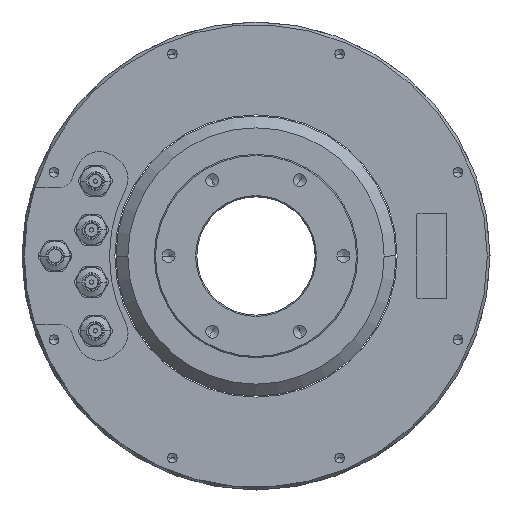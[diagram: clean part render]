
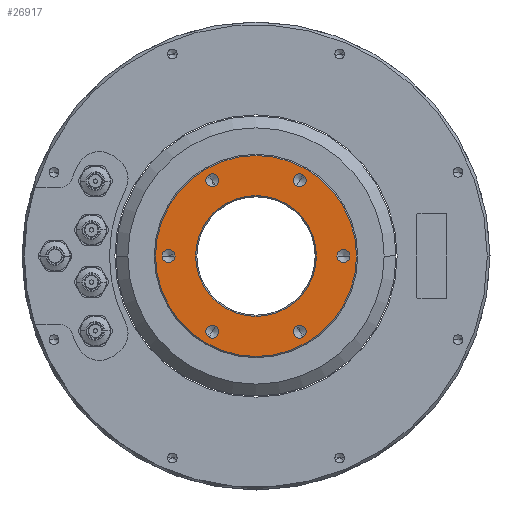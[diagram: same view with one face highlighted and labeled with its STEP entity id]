
A CAD part, left-side view. The second image highlights one B-rep face of the part: STEP entity #26917.
In plain terms, the highlighted planar face has unit normal (-1, 0, 0).
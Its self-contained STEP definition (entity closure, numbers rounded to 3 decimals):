
#26214=CARTESIAN_POINT('',(-43.,0.,
0.));
#26215=DIRECTION('',(1.,0.,0.));
#26216=DIRECTION('',(0.,-1.,0.));
#26217=AXIS2_PLACEMENT_3D('',#26214,#26215,#26216);
#26219=CARTESIAN_POINT('',(-43.,0.,
0.));
#26220=DIRECTION('',(1.,0.,0.));
#26221=DIRECTION('',(0.,0.,-1.));
#26222=AXIS2_PLACEMENT_3D('',#26219,#26220,#26221);
#26224=CARTESIAN_POINT('',(-43.,0.,
0.));
#26225=DIRECTION('',(1.,0.,0.));
#26226=DIRECTION('',(0.,1.,0.));
#26227=AXIS2_PLACEMENT_3D('',#26224,#26225,#26226);
#26229=CARTESIAN_POINT('',(-43.,0.,
0.));
#26230=DIRECTION('',(1.,0.,0.));
#26231=DIRECTION('',(0.,0.,1.));
#26232=AXIS2_PLACEMENT_3D('',#26229,#26230,#26231);
#26234=CARTESIAN_POINT('',(-43.,0.,0.));
#26235=DIRECTION('',(-1.,0.,0.));
#26236=DIRECTION('',(0.,-1.,0.));
#26237=AXIS2_PLACEMENT_3D('',#26234,#26235,#26236);
#26239=CARTESIAN_POINT('',(-43.,0.,0.));
#26240=DIRECTION('',(-1.,0.,0.));
#26241=DIRECTION('',(0.,1.,0.));
#26242=AXIS2_PLACEMENT_3D('',#26239,#26240,#26241);
#26244=CARTESIAN_POINT('',(-43.,37.,0.));
#26245=DIRECTION('',(-1.,0.,0.));
#26246=DIRECTION('',(0.,1.,0.));
#26247=AXIS2_PLACEMENT_3D('',#26244,#26245,#26246);
#26249=CARTESIAN_POINT('',(-43.,37.,0.));
#26250=DIRECTION('',(-1.,0.,0.));
#26251=DIRECTION('',(0.,-1.,0.));
#26252=AXIS2_PLACEMENT_3D('',#26249,#26250,#26251);
#26254=CARTESIAN_POINT('',(-43.,18.5,-32.043));
#26255=DIRECTION('',(-1.,0.,0.));
#26256=DIRECTION('',(0.,0.5,-0.866));
#26257=AXIS2_PLACEMENT_3D('',#26254,#26255,#26256);
#26259=CARTESIAN_POINT('',(-43.,18.5,-32.043));
#26260=DIRECTION('',(-1.,0.,0.));
#26261=DIRECTION('',(0.,-0.5,0.866));
#26262=AXIS2_PLACEMENT_3D('',#26259,#26260,#26261);
#26264=CARTESIAN_POINT('',(-43.,-18.5,-32.043));
#26265=DIRECTION('',(-1.,0.,0.));
#26266=DIRECTION('',(0.,-0.5,-0.866));
#26267=AXIS2_PLACEMENT_3D('',#26264,#26265,#26266);
#26269=CARTESIAN_POINT('',(-43.,-18.5,-32.043));
#26270=DIRECTION('',(-1.,0.,0.));
#26271=DIRECTION('',(0.,0.5,0.866));
#26272=AXIS2_PLACEMENT_3D('',#26269,#26270,#26271);
#26274=CARTESIAN_POINT('',(-43.,-37.,0.));
#26275=DIRECTION('',(-1.,0.,0.));
#26276=DIRECTION('',(0.,-1.,0.));
#26277=AXIS2_PLACEMENT_3D('',#26274,#26275,#26276);
#26279=CARTESIAN_POINT('',(-43.,-37.,0.));
#26280=DIRECTION('',(-1.,0.,0.));
#26281=DIRECTION('',(0.,1.,0.));
#26282=AXIS2_PLACEMENT_3D('',#26279,#26280,#26281);
#26284=CARTESIAN_POINT('',(-43.,-18.5,32.043));
#26285=DIRECTION('',(-1.,0.,0.));
#26286=DIRECTION('',(0.,-0.5,0.866));
#26287=AXIS2_PLACEMENT_3D('',#26284,#26285,#26286);
#26289=CARTESIAN_POINT('',(-43.,-18.5,32.043));
#26290=DIRECTION('',(-1.,0.,0.));
#26291=DIRECTION('',(0.,0.5,-0.866));
#26292=AXIS2_PLACEMENT_3D('',#26289,#26290,#26291);
#26294=CARTESIAN_POINT('',(-43.,18.5,32.043));
#26295=DIRECTION('',(-1.,0.,0.));
#26296=DIRECTION('',(0.,0.5,0.866));
#26297=AXIS2_PLACEMENT_3D('',#26294,#26295,#26296);
#26299=CARTESIAN_POINT('',(-43.,18.5,32.043));
#26300=DIRECTION('',(-1.,0.,0.));
#26301=DIRECTION('',(0.,-0.5,-0.866));
#26302=AXIS2_PLACEMENT_3D('',#26299,#26300,#26301);
#26724=CARTESIAN_POINT('',(-43.,-42.5,
0.));
#26725=CARTESIAN_POINT('',(-43.,0.,
-42.5));
#26726=VERTEX_POINT('',#26724);
#26727=VERTEX_POINT('',#26725);
#26728=CARTESIAN_POINT('',(-43.,42.5,
0.));
#26729=VERTEX_POINT('',#26728);
#26730=CARTESIAN_POINT('',(-43.,0.,
42.5));
#26731=VERTEX_POINT('',#26730);
#26732=CARTESIAN_POINT('',(-43.,-25.577,0.));
#26733=CARTESIAN_POINT('',(-43.,25.577,0.));
#26734=VERTEX_POINT('',#26732);
#26735=VERTEX_POINT('',#26733);
#26736=CARTESIAN_POINT('',(-43.,39.75,0.));
#26737=CARTESIAN_POINT('',(-43.,34.25,0.));
#26738=VERTEX_POINT('',#26736);
#26739=VERTEX_POINT('',#26737);
#26740=CARTESIAN_POINT('',(-43.,19.875,-34.425));
#26741=CARTESIAN_POINT('',(-43.,17.125,-29.661));
#26742=VERTEX_POINT('',#26740);
#26743=VERTEX_POINT('',#26741);
#26744=CARTESIAN_POINT('',(-43.,-19.875,-34.425));
#26745=CARTESIAN_POINT('',(-43.,-17.125,-29.661));
#26746=VERTEX_POINT('',#26744);
#26747=VERTEX_POINT('',#26745);
#26748=CARTESIAN_POINT('',(-43.,-39.75,0.));
#26749=CARTESIAN_POINT('',(-43.,-34.25,0.));
#26750=VERTEX_POINT('',#26748);
#26751=VERTEX_POINT('',#26749);
#26752=CARTESIAN_POINT('',(-43.,-19.875,34.425));
#26753=CARTESIAN_POINT('',(-43.,-17.125,29.661));
#26754=VERTEX_POINT('',#26752);
#26755=VERTEX_POINT('',#26753);
#26756=CARTESIAN_POINT('',(-43.,19.875,34.425));
#26757=CARTESIAN_POINT('',(-43.,17.125,29.661));
#26758=VERTEX_POINT('',#26756);
#26759=VERTEX_POINT('',#26757);
#26860=CARTESIAN_POINT('',(-43.,0.,0.));
#26861=DIRECTION('',(1.,0.,0.));
#26862=DIRECTION('',(0.,-1.,0.));
#26863=AXIS2_PLACEMENT_3D('',#26860,#26861,#26862);
#26864=PLANE('',#26863);
#26866=ORIENTED_EDGE('',*,*,#26865,.T.);
#26868=ORIENTED_EDGE('',*,*,#26867,.T.);
#26870=ORIENTED_EDGE('',*,*,#26869,.T.);
#26872=ORIENTED_EDGE('',*,*,#26871,.T.);
#26873=EDGE_LOOP('',(#26866,#26868,#26870,#26872));
#26874=FACE_OUTER_BOUND('',#26873,.F.);
#26876=ORIENTED_EDGE('',*,*,#26875,.T.);
#26878=ORIENTED_EDGE('',*,*,#26877,.T.);
#26879=EDGE_LOOP('',(#26876,#26878));
#26880=FACE_BOUND('',#26879,.F.);
#26882=ORIENTED_EDGE('',*,*,#26881,.T.);
#26884=ORIENTED_EDGE('',*,*,#26883,.T.);
#26885=EDGE_LOOP('',(#26882,#26884));
#26886=FACE_BOUND('',#26885,.F.);
#26888=ORIENTED_EDGE('',*,*,#26887,.T.);
#26890=ORIENTED_EDGE('',*,*,#26889,.T.);
#26891=EDGE_LOOP('',(#26888,#26890));
#26892=FACE_BOUND('',#26891,.F.);
#26894=ORIENTED_EDGE('',*,*,#26893,.T.);
#26896=ORIENTED_EDGE('',*,*,#26895,.T.);
#26897=EDGE_LOOP('',(#26894,#26896));
#26898=FACE_BOUND('',#26897,.F.);
#26900=ORIENTED_EDGE('',*,*,#26899,.T.);
#26902=ORIENTED_EDGE('',*,*,#26901,.T.);
#26903=EDGE_LOOP('',(#26900,#26902));
#26904=FACE_BOUND('',#26903,.F.);
#26906=ORIENTED_EDGE('',*,*,#26905,.T.);
#26908=ORIENTED_EDGE('',*,*,#26907,.T.);
#26909=EDGE_LOOP('',(#26906,#26908));
#26910=FACE_BOUND('',#26909,.F.);
#26912=ORIENTED_EDGE('',*,*,#26911,.T.);
#26914=ORIENTED_EDGE('',*,*,#26913,.T.);
#26915=EDGE_LOOP('',(#26912,#26914));
#26916=FACE_BOUND('',#26915,.F.);
#26218=CIRCLE('',#26217,42.5);
#26223=CIRCLE('',#26222,42.5);
#26228=CIRCLE('',#26227,42.5);
#26233=CIRCLE('',#26232,42.5);
#26238=CIRCLE('',#26237,25.577);
#26243=CIRCLE('',#26242,25.577);
#26248=CIRCLE('',#26247,2.75);
#26253=CIRCLE('',#26252,2.75);
#26258=CIRCLE('',#26257,2.75);
#26263=CIRCLE('',#26262,2.75);
#26268=CIRCLE('',#26267,2.75);
#26273=CIRCLE('',#26272,2.75);
#26278=CIRCLE('',#26277,2.75);
#26283=CIRCLE('',#26282,2.75);
#26288=CIRCLE('',#26287,2.75);
#26293=CIRCLE('',#26292,2.75);
#26298=CIRCLE('',#26297,2.75);
#26303=CIRCLE('',#26302,2.75);
#26865=EDGE_CURVE('',#26726,#26727,#26218,.T.);
#26867=EDGE_CURVE('',#26727,#26729,#26223,.T.);
#26869=EDGE_CURVE('',#26729,#26731,#26228,.T.);
#26871=EDGE_CURVE('',#26731,#26726,#26233,.T.);
#26875=EDGE_CURVE('',#26734,#26735,#26238,.T.);
#26877=EDGE_CURVE('',#26735,#26734,#26243,.T.);
#26881=EDGE_CURVE('',#26738,#26739,#26248,.T.);
#26883=EDGE_CURVE('',#26739,#26738,#26253,.T.);
#26887=EDGE_CURVE('',#26742,#26743,#26258,.T.);
#26889=EDGE_CURVE('',#26743,#26742,#26263,.T.);
#26893=EDGE_CURVE('',#26746,#26747,#26268,.T.);
#26895=EDGE_CURVE('',#26747,#26746,#26273,.T.);
#26899=EDGE_CURVE('',#26750,#26751,#26278,.T.);
#26901=EDGE_CURVE('',#26751,#26750,#26283,.T.);
#26905=EDGE_CURVE('',#26754,#26755,#26288,.T.);
#26907=EDGE_CURVE('',#26755,#26754,#26293,.T.);
#26911=EDGE_CURVE('',#26758,#26759,#26298,.T.);
#26913=EDGE_CURVE('',#26759,#26758,#26303,.T.);
#26917=ADVANCED_FACE('',(#26874,#26880,#26886,#26892,#26898,#26904,#26910,
#26916),#26864,.F.);
